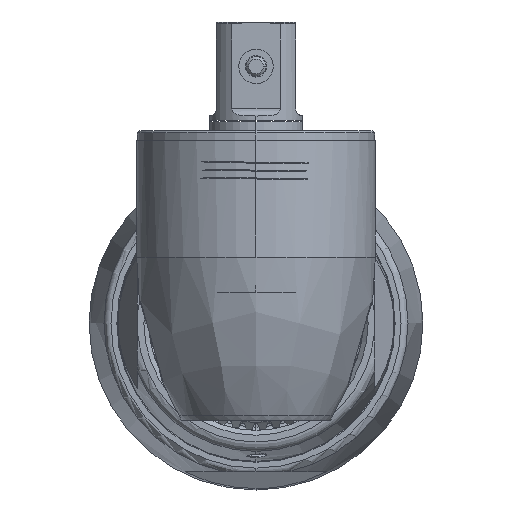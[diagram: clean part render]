
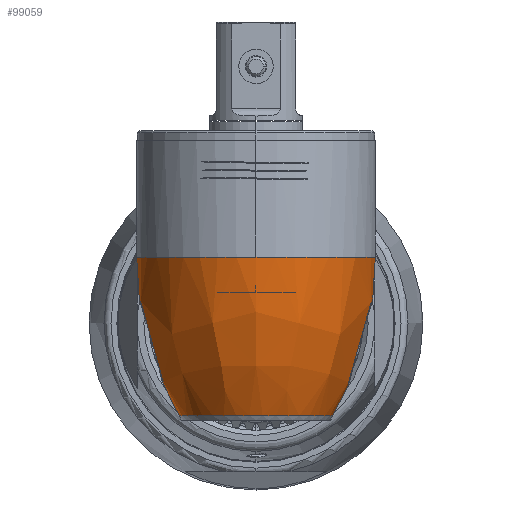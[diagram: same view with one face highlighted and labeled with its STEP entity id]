
A CAD part, left-side view. The second image highlights one B-rep face of the part: STEP entity #99059.
In plain terms, the highlighted free-form (B-spline) face has degree [3, 3] with [7, 4] control points.
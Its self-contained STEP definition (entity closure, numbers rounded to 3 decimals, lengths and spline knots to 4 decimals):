
#88002=CARTESIAN_POINT('',(-13.7842,0.,-0.584));
#88003=DIRECTION('',(0.,0.,-1.));
#88004=DIRECTION('',(0.675,-0.738,0.));
#88005=AXIS2_PLACEMENT_3D('',#88002,#88003,#88004);
#88012=CARTESIAN_POINT('',(-13.7842,0.,0.416));
#88013=DIRECTION('',(0.,0.,-1.));
#88014=DIRECTION('',(-1.,0.,0.));
#88015=AXIS2_PLACEMENT_3D('',#88012,#88013,#88014);
#88026=CARTESIAN_POINT('',(-13.7842,0.,0.416));
#88027=DIRECTION('',(0.,0.,1.));
#88028=DIRECTION('',(-1.,0.,0.));
#88029=AXIS2_PLACEMENT_3D('',#88026,#88027,#88028);
#88159=CARTESIAN_POINT('',(-13.4562,0.3583,
-0.584));
#88160=CARTESIAN_POINT('',(-13.468,0.3843,
-0.5646));
#88161=CARTESIAN_POINT('',(-13.492,0.4309,
-0.5243));
#88162=CARTESIAN_POINT('',(-13.525,0.4858,
-0.4645));
#88163=CARTESIAN_POINT('',(-13.554,0.5301,
-0.4057));
#88164=CARTESIAN_POINT('',(-13.5768,0.5655,
-0.3487));
#88165=CARTESIAN_POINT('',(-13.5924,0.5938,
-0.2936));
#88166=CARTESIAN_POINT('',(-13.6003,0.6179,
-0.2365));
#88167=CARTESIAN_POINT('',(-13.5977,0.6387,
-0.1734));
#88168=CARTESIAN_POINT('',(-13.5821,0.6546,
-0.1056));
#88169=CARTESIAN_POINT('',(-13.5549,0.6646,
-0.0344));
#88170=CARTESIAN_POINT('',(-13.5175,0.6682,
0.0423));
#88171=CARTESIAN_POINT('',(-13.4713,0.6635,
0.1248));
#88172=CARTESIAN_POINT('',(-13.4174,0.6485,
0.2139));
#88173=CARTESIAN_POINT('',(-13.3564,0.6197,
0.3103));
#88174=CARTESIAN_POINT('',(-13.3109,0.5874,
0.3804));
#88175=CARTESIAN_POINT('',(-13.2875,0.567,
0.416));
#88229=CARTESIAN_POINT('',(-13.2875,-0.567,
0.416));
#88230=CARTESIAN_POINT('',(-13.3108,-0.5873,
0.3805));
#88231=CARTESIAN_POINT('',(-13.3561,-0.6195,
0.3108));
#88232=CARTESIAN_POINT('',(-13.4168,-0.6483,
0.2148));
#88233=CARTESIAN_POINT('',(-13.4706,-0.6634,
0.126));
#88234=CARTESIAN_POINT('',(-13.5166,-0.6681,
0.0439));
#88235=CARTESIAN_POINT('',(-13.5541,-0.6648,
-0.0325));
#88236=CARTESIAN_POINT('',(-13.5813,-0.655,
-0.1033));
#88237=CARTESIAN_POINT('',(-13.5973,-0.6394,
-0.1709));
#88238=CARTESIAN_POINT('',(-13.6004,-0.6187,
-0.2343));
#88239=CARTESIAN_POINT('',(-13.5928,-0.5946,
-0.2919));
#88240=CARTESIAN_POINT('',(-13.5773,-0.5662,
-0.3475));
#88241=CARTESIAN_POINT('',(-13.5544,-0.5308,
-0.4047));
#88242=CARTESIAN_POINT('',(-13.5254,-0.4864,
-0.4639));
#88243=CARTESIAN_POINT('',(-13.4921,-0.4313,
-0.5239));
#88244=CARTESIAN_POINT('',(-13.468,-0.3845,
-0.5645));
#88245=CARTESIAN_POINT('',(-13.4562,-0.3583,
-0.584));
#97101=VERTEX_POINT('',#88159);
#97102=VERTEX_POINT('',#88175);
#97105=VERTEX_POINT('',#88229);
#97106=VERTEX_POINT('',#88245);
#97109=CARTESIAN_POINT('',(-14.538,0.,0.416));
#97110=VERTEX_POINT('',#97109);
#99019=CARTESIAN_POINT('',(-13.2262,-0.5065,
0.4369));
#99020=CARTESIAN_POINT('',(-13.2233,-0.5091,
0.0694));
#99021=CARTESIAN_POINT('',(-13.2938,-0.4452,
-0.2857));
#99022=CARTESIAN_POINT('',(-13.4323,-0.3194,
-0.6021));
#99023=CARTESIAN_POINT('',(-13.7754,-1.1117,
0.4369));
#99024=CARTESIAN_POINT('',(-13.7754,-1.1174,
0.0694));
#99025=CARTESIAN_POINT('',(-13.7765,-0.977,
-0.2857));
#99026=CARTESIAN_POINT('',(-13.7787,-0.701,
-0.6021));
#99027=CARTESIAN_POINT('',(-14.5378,-0.8173,
0.4369));
#99028=CARTESIAN_POINT('',(-14.5417,-0.8214,
0.0694));
#99029=CARTESIAN_POINT('',(-14.4466,-0.7183,
-0.2857));
#99030=CARTESIAN_POINT('',(-14.2594,-0.5154,
-0.6021));
#99031=CARTESIAN_POINT('',(-14.5378,0.,0.4369));
#99032=CARTESIAN_POINT('',(-14.5417,0.,0.0694));
#99033=CARTESIAN_POINT('',(-14.4466,0.,-0.2857));
#99034=CARTESIAN_POINT('',(-14.2594,0.,-0.6021));
#99035=CARTESIAN_POINT('',(-14.5378,0.8173,
0.4369));
#99036=CARTESIAN_POINT('',(-14.5417,0.8214,
0.0694));
#99037=CARTESIAN_POINT('',(-14.4466,0.7183,
-0.2857));
#99038=CARTESIAN_POINT('',(-14.2594,0.5154,
-0.6021));
#99039=CARTESIAN_POINT('',(-13.7754,1.1117,
0.4369));
#99040=CARTESIAN_POINT('',(-13.7754,1.1174,
0.0694));
#99041=CARTESIAN_POINT('',(-13.7765,0.977,
-0.2857));
#99042=CARTESIAN_POINT('',(-13.7787,0.701,
-0.6021));
#99043=CARTESIAN_POINT('',(-13.2262,0.5065,
0.4369));
#99044=CARTESIAN_POINT('',(-13.2233,0.5091,
0.0694));
#99045=CARTESIAN_POINT('',(-13.2938,0.4452,
-0.2857));
#99046=CARTESIAN_POINT('',(-13.4323,0.3194,
-0.6021));
#99047=(BOUNDED_SURFACE()B_SPLINE_SURFACE(3,3,((#99019,#99020,#99021,#99022),(
#99023,#99024,#99025,#99026),(#99027,#99028,#99029,#99030),(#99031,#99032,
#99033,#99034),(#99035,#99036,#99037,#99038),(#99039,#99040,#99041,#99042),(
#99043,#99044,#99045,#99046)),.UNSPECIFIED.,.F.,.F.,.F.)B_SPLINE_SURFACE_WITH_KNOTS((4,3,4),(4,4),(0.,1.,2.),(0.,1.),.UNSPECIFIED.)GEOMETRIC_REPRESENTATION_ITEM()RATIONAL_B_SPLINE_SURFACE(((1.498,1.461,
1.461,1.498),(0.859,0.838,
0.838,0.859),(0.859,0.838,
0.838,0.859),(1.498,1.461,
1.461,1.498),(0.859,0.838,
0.838,0.859),(0.859,0.838,
0.838,0.859),(1.498,1.461,
1.461,1.498)))REPRESENTATION_ITEM('')SURFACE());
#99049=ORIENTED_EDGE('',*,*,#99048,.T.);
#99051=ORIENTED_EDGE('',*,*,#99050,.F.);
#99053=ORIENTED_EDGE('',*,*,#99052,.T.);
#99055=ORIENTED_EDGE('',*,*,#99054,.T.);
#99056=ORIENTED_EDGE('',*,*,#99012,.T.);
#99057=EDGE_LOOP('',(#99049,#99051,#99053,#99055,#99056));
#99058=FACE_OUTER_BOUND('',#99057,.F.);
#99059=ADVANCED_FACE('',(#99058),#99047,.T.);
#88006=CIRCLE('',#88005,0.4858);
#88016=CIRCLE('',#88015,0.7538);
#88030=CIRCLE('',#88029,0.7538);
#88176=B_SPLINE_CURVE_WITH_KNOTS('',3,(#88159,#88160,#88161,#88162,#88163,
#88164,#88165,#88166,#88167,#88168,#88169,#88170,#88171,#88172,#88173,#88174,
#88175),.UNSPECIFIED.,.F.,.F.,(4,1,1,1,1,1,1,1,1,1,1,1,1,1,4),(0.,
0.0714,0.1429,0.2143,0.2857,
0.3571,0.4286,0.5,0.5714,0.6429,
0.7143,0.7857,0.8571,0.9286,1.),
.UNSPECIFIED.);
#88246=B_SPLINE_CURVE_WITH_KNOTS('',3,(#88229,#88230,#88231,#88232,#88233,
#88234,#88235,#88236,#88237,#88238,#88239,#88240,#88241,#88242,#88243,#88244,
#88245),.UNSPECIFIED.,.F.,.F.,(4,1,1,1,1,1,1,1,1,1,1,1,1,1,4),(0.,
0.0714,0.1429,0.2143,0.2857,
0.3571,0.4286,0.5,0.5714,0.6429,
0.7143,0.7857,0.8571,0.9286,1.),
.UNSPECIFIED.);
#99012=EDGE_CURVE('',#97106,#97101,#88006,.T.);
#99048=EDGE_CURVE('',#97101,#97102,#88176,.T.);
#99050=EDGE_CURVE('',#97110,#97102,#88016,.T.);
#99052=EDGE_CURVE('',#97110,#97105,#88030,.T.);
#99054=EDGE_CURVE('',#97105,#97106,#88246,.T.);
